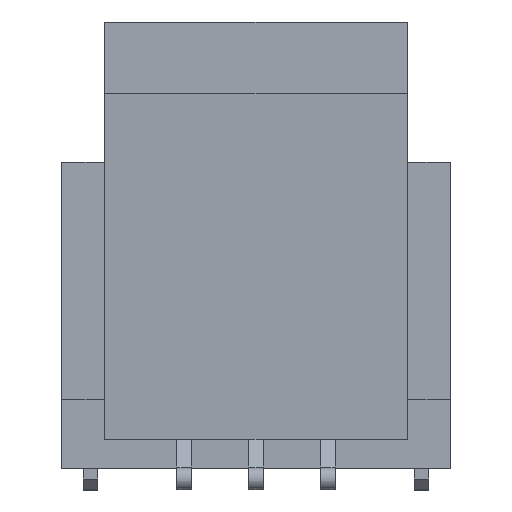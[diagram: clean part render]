
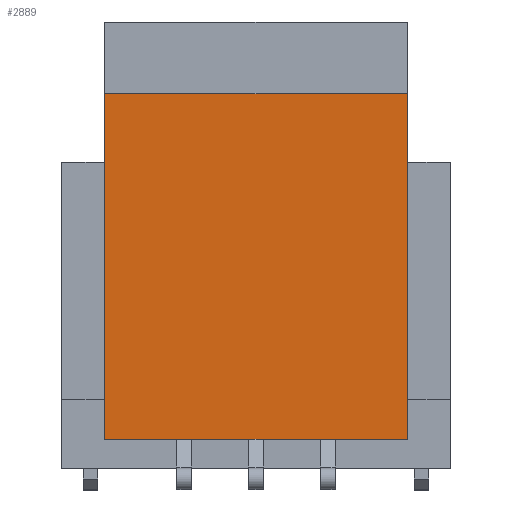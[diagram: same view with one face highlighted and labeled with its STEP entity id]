
A CAD part, top view. The second image highlights one B-rep face of the part: STEP entity #2889.
In plain terms, the highlighted face is planar.
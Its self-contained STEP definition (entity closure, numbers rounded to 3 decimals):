
#82=ORIENTED_EDGE('',*,*,#935,.T.);
#83=ORIENTED_EDGE('',*,*,#936,.F.);
#84=ORIENTED_EDGE('',*,*,#937,.F.);
#85=ORIENTED_EDGE('',*,*,#933,.T.);
#933=EDGE_CURVE('',#1360,#1359,#1640,.T.);
#935=EDGE_CURVE('',#1359,#1361,#1642,.T.);
#936=EDGE_CURVE('',#1362,#1361,#1643,.T.);
#937=EDGE_CURVE('',#1360,#1362,#1644,.T.);
#1359=VERTEX_POINT('',#4668);
#1360=VERTEX_POINT('',#4670);
#1361=VERTEX_POINT('',#4674);
#1362=VERTEX_POINT('',#4676);
#1640=LINE('',#4669,#2043);
#1642=LINE('',#4673,#2045);
#1643=LINE('',#4675,#2046);
#1644=LINE('',#4677,#2047);
#2043=VECTOR('',#3904,1000.);
#2045=VECTOR('',#3908,1000.);
#2046=VECTOR('',#3909,1000.);
#2047=VECTOR('',#3910,1000.);
#2443=EDGE_LOOP('',(#82,#83,#84,#85));
#2596=FACE_BOUND('',#2443,.T.);
#2749=PLANE('',#3716);
#2889=ADVANCED_FACE('',(#2596),#2749,.F.);
#3716=AXIS2_PLACEMENT_3D('',#4672,#3906,#3907);
#3904=DIRECTION('',(0.,0.,-1.));
#3906=DIRECTION('',(0.999,0.035,0.));
#3907=DIRECTION('',(-0.035,0.999,0.));
#3908=DIRECTION('',(0.035,-0.999,0.));
#3909=DIRECTION('',(0.,0.,-1.));
#3910=DIRECTION('',(0.035,-0.999,0.));
#4668=CARTESIAN_POINT('',(-3.225,0.,-2.1));
#4669=CARTESIAN_POINT('',(-3.225,0.,2.1));
#4670=CARTESIAN_POINT('',(-3.225,0.,2.1));
#4672=CARTESIAN_POINT('',(-3.225,0.,2.1));
#4673=CARTESIAN_POINT('',(-3.225,0.,-2.1));
#4674=CARTESIAN_POINT('',(-3.057,-4.8,-2.1));
#4675=CARTESIAN_POINT('',(-3.057,-4.8,2.1));
#4676=CARTESIAN_POINT('',(-3.057,-4.8,2.1));
#4677=CARTESIAN_POINT('',(-3.225,0.,2.1));
